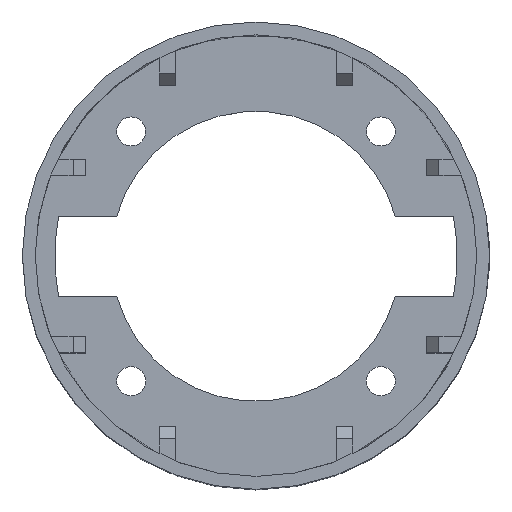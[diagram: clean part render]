
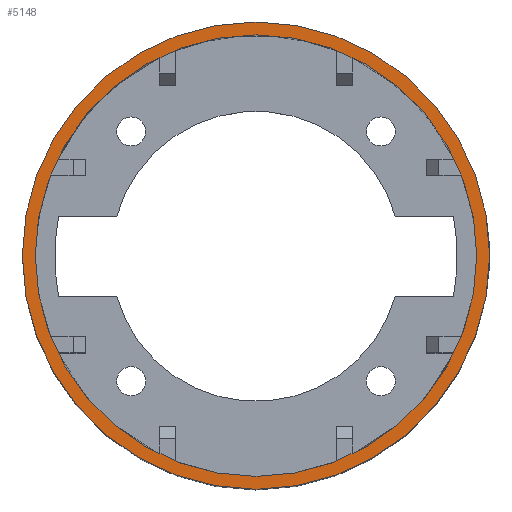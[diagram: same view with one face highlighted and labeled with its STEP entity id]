
A CAD part, top view. The second image highlights one B-rep face of the part: STEP entity #5148.
In plain terms, the highlighted planar face has unit normal (0, 0, 1).
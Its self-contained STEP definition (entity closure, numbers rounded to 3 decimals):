
#77 = CYLINDRICAL_SURFACE('',#78,27.4);
#78 = AXIS2_PLACEMENT_3D('',#79,#80,#81);
#79 = CARTESIAN_POINT('',(0.,0.,52.));
#80 = DIRECTION('',(0.,0.,1.));
#81 = DIRECTION('',(1.,0.,0.));
#2278 = VERTEX_POINT('',#2279);
#2279 = CARTESIAN_POINT('',(27.4,0.,52.));
#2299 = EDGE_CURVE('',#2278,#2278,#2300,.T.);
#2300 = SURFACE_CURVE('',#2301,(#2306,#2335),.PCURVE_S1.);
#2301 = CIRCLE('',#2302,27.4);
#2302 = AXIS2_PLACEMENT_3D('',#2303,#2304,#2305);
#2303 = CARTESIAN_POINT('',(0.,0.,52.));
#2304 = DIRECTION('',(0.,0.,1.));
#2305 = DIRECTION('',(1.,0.,0.));
#2306 = PCURVE('',#77,#2307);
#2307 = DEFINITIONAL_REPRESENTATION('',(#2308),#2334);
#2308 = B_SPLINE_CURVE_WITH_KNOTS('',3,(#2309,#2310,#2311,#2312,#2313,
    #2314,#2315,#2316,#2317,#2318,#2319,#2320,#2321,#2322,#2323,#2324,
    #2325,#2326,#2327,#2328,#2329,#2330,#2331,#2332,#2333),
  .UNSPECIFIED.,.F.,.F.,(4,1,1,1,1,1,1,1,1,1,1,1,1,1,1,1,1,1,1,1,1,1,4),
  (0.,0.286,0.571,0.857,1.142,
    1.428,1.714,1.999,2.285,
    2.57,2.856,3.142,3.427,
    3.713,3.998,4.284,4.57,
    4.855,5.141,5.426,5.712,
    5.998,6.283),.QUASI_UNIFORM_KNOTS.);
#2309 = CARTESIAN_POINT('',(0.,0.));
#2310 = CARTESIAN_POINT('',(0.095,0.));
#2311 = CARTESIAN_POINT('',(0.286,0.));
#2312 = CARTESIAN_POINT('',(0.571,0.));
#2313 = CARTESIAN_POINT('',(0.857,0.));
#2314 = CARTESIAN_POINT('',(1.142,0.));
#2315 = CARTESIAN_POINT('',(1.428,0.));
#2316 = CARTESIAN_POINT('',(1.714,0.));
#2317 = CARTESIAN_POINT('',(1.999,0.));
#2318 = CARTESIAN_POINT('',(2.285,0.));
#2319 = CARTESIAN_POINT('',(2.57,0.));
#2320 = CARTESIAN_POINT('',(2.856,0.));
#2321 = CARTESIAN_POINT('',(3.142,0.));
#2322 = CARTESIAN_POINT('',(3.427,0.));
#2323 = CARTESIAN_POINT('',(3.713,0.));
#2324 = CARTESIAN_POINT('',(3.998,0.));
#2325 = CARTESIAN_POINT('',(4.284,0.));
#2326 = CARTESIAN_POINT('',(4.57,0.));
#2327 = CARTESIAN_POINT('',(4.855,0.));
#2328 = CARTESIAN_POINT('',(5.141,0.));
#2329 = CARTESIAN_POINT('',(5.426,0.));
#2330 = CARTESIAN_POINT('',(5.712,0.));
#2331 = CARTESIAN_POINT('',(5.998,0.));
#2332 = CARTESIAN_POINT('',(6.188,0.));
#2333 = CARTESIAN_POINT('',(6.283,0.));
#2334 = ( GEOMETRIC_REPRESENTATION_CONTEXT(2) 
PARAMETRIC_REPRESENTATION_CONTEXT() REPRESENTATION_CONTEXT('2D SPACE',''
  ) );
#2335 = PCURVE('',#2336,#2341);
#2336 = PLANE('',#2337);
#2337 = AXIS2_PLACEMENT_3D('',#2338,#2339,#2340);
#2338 = CARTESIAN_POINT('',(0.,0.,52.));
#2339 = DIRECTION('',(0.,0.,1.));
#2340 = DIRECTION('',(1.,0.,0.));
#2341 = DEFINITIONAL_REPRESENTATION('',(#2342),#2346);
#2342 = CIRCLE('',#2343,27.4);
#2343 = AXIS2_PLACEMENT_2D('',#2344,#2345);
#2344 = CARTESIAN_POINT('',(0.,0.));
#2345 = DIRECTION('',(1.,0.));
#2346 = ( GEOMETRIC_REPRESENTATION_CONTEXT(2) 
PARAMETRIC_REPRESENTATION_CONTEXT() REPRESENTATION_CONTEXT('2D SPACE',''
  ) );
#4256 = CYLINDRICAL_SURFACE('',#4257,29.);
#4257 = AXIS2_PLACEMENT_3D('',#4258,#4259,#4260);
#4258 = CARTESIAN_POINT('',(0.,0.,0.));
#4259 = DIRECTION('',(0.,0.,1.));
#4260 = DIRECTION('',(1.,0.,0.));
#5148 = ADVANCED_FACE('',(#5149,#5175),#2336,.T.);
#5149 = FACE_BOUND('',#5150,.T.);
#5150 = EDGE_LOOP('',(#5151));
#5151 = ORIENTED_EDGE('',*,*,#5152,.T.);
#5152 = EDGE_CURVE('',#5153,#5153,#5155,.T.);
#5153 = VERTEX_POINT('',#5154);
#5154 = CARTESIAN_POINT('',(29.,0.,52.));
#5155 = SURFACE_CURVE('',#5156,(#5161,#5168),.PCURVE_S1.);
#5156 = CIRCLE('',#5157,29.);
#5157 = AXIS2_PLACEMENT_3D('',#5158,#5159,#5160);
#5158 = CARTESIAN_POINT('',(0.,0.,52.));
#5159 = DIRECTION('',(0.,0.,1.));
#5160 = DIRECTION('',(1.,0.,0.));
#5161 = PCURVE('',#2336,#5162);
#5162 = DEFINITIONAL_REPRESENTATION('',(#5163),#5167);
#5163 = CIRCLE('',#5164,29.);
#5164 = AXIS2_PLACEMENT_2D('',#5165,#5166);
#5165 = CARTESIAN_POINT('',(0.,0.));
#5166 = DIRECTION('',(1.,0.));
#5167 = ( GEOMETRIC_REPRESENTATION_CONTEXT(2) 
PARAMETRIC_REPRESENTATION_CONTEXT() REPRESENTATION_CONTEXT('2D SPACE',''
  ) );
#5168 = PCURVE('',#4256,#5169);
#5169 = DEFINITIONAL_REPRESENTATION('',(#5170),#5174);
#5170 = LINE('',#5171,#5172);
#5171 = CARTESIAN_POINT('',(0.,52.));
#5172 = VECTOR('',#5173,1.);
#5173 = DIRECTION('',(1.,0.));
#5174 = ( GEOMETRIC_REPRESENTATION_CONTEXT(2) 
PARAMETRIC_REPRESENTATION_CONTEXT() REPRESENTATION_CONTEXT('2D SPACE',''
  ) );
#5175 = FACE_BOUND('',#5176,.T.);
#5176 = EDGE_LOOP('',(#5177));
#5177 = ORIENTED_EDGE('',*,*,#2299,.F.);
